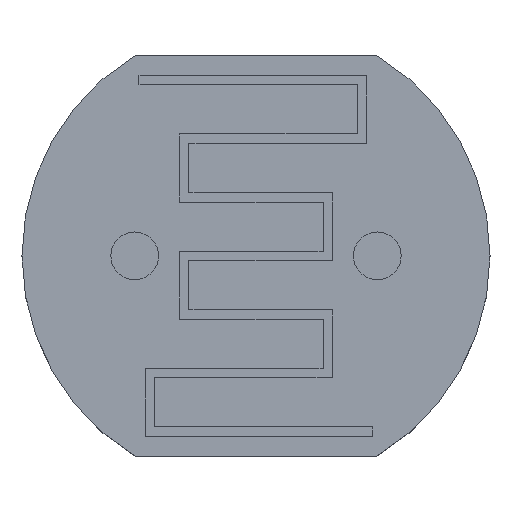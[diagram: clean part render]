
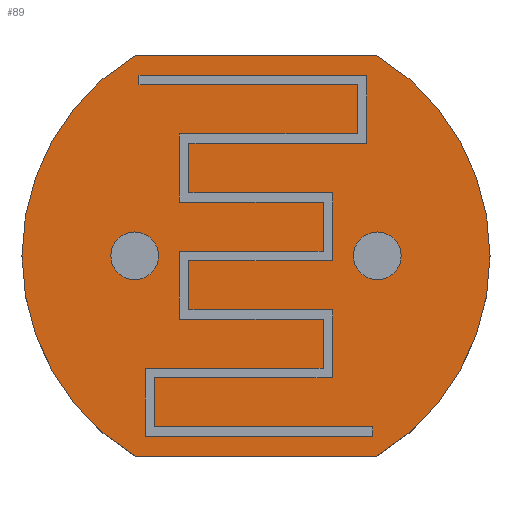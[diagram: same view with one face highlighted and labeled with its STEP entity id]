
A CAD part, top view. The second image highlights one B-rep face of the part: STEP entity #89.
In plain terms, the highlighted planar face has unit normal (0, 0, 1).
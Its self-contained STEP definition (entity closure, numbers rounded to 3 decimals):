
#13=DIRECTION('',(0.,0.,1.));
#22=VERTEX_POINT('',#23);
#23=CARTESIAN_POINT('',(0.008,2.1,3.9));
#36=DIRECTION('',(1.,0.,0.));
#39=VERTEX_POINT('',#40);
#40=CARTESIAN_POINT('',(0.008,-2.1,3.9));
#42=ORIENTED_EDGE('',*,*,#43,.F.);
#43=EDGE_CURVE('',#22,#39,#44,.T.);
#44=CIRCLE('',#45,2.45);
#45=AXIS2_PLACEMENT_3D('',#46,#13,#36);
#46=CARTESIAN_POINT('',(1.27,0.,3.9));
#56=VECTOR('',#36,1.);
#59=VERTEX_POINT('',#60);
#60=CARTESIAN_POINT('',(2.532,2.1,3.9));
#63=EDGE_CURVE('',#22,#59,#64,.T.);
#64=LINE('',#23,#56);
#80=VERTEX_POINT('',#81);
#81=CARTESIAN_POINT('',(2.532,-2.1,3.9));
#83=ORIENTED_EDGE('',*,*,#84,.F.);
#84=EDGE_CURVE('',#39,#80,#85,.T.);
#85=LINE('',#86,#56);
#86=CARTESIAN_POINT('',(0.008,-2.1,3.9));
#89=ADVANCED_FACE('',(#90,#95,#105),#114,.F.);
#90=FACE_BOUND('',#91,.F.);
#91=EDGE_LOOP('',(#42,#92,#93,#83));
#92=ORIENTED_EDGE('',*,*,#63,.T.);
#93=ORIENTED_EDGE('',*,*,#94,.F.);
#94=EDGE_CURVE('',#80,#59,#44,.T.);
#95=FACE_BOUND('',#96,.F.);
#96=EDGE_LOOP('',(#97));
#97=ORIENTED_EDGE('',*,*,#98,.F.);
#98=EDGE_CURVE('',#99,#99,#101,.T.);
#99=VERTEX_POINT('',#100);
#100=CARTESIAN_POINT('',(2.79,0.,3.9));
#101=CIRCLE('',#102,0.25);
#102=AXIS2_PLACEMENT_3D('',#103,#104,#36);
#103=CARTESIAN_POINT('',(2.54,0.,3.9));
#104=DIRECTION('',(0.,0.,-1.));
#105=FACE_BOUND('',#106,.F.);
#106=EDGE_LOOP('',(#107));
#107=ORIENTED_EDGE('',*,*,#108,.F.);
#108=EDGE_CURVE('',#109,#109,#111,.T.);
#109=VERTEX_POINT('',#110);
#110=CARTESIAN_POINT('',(0.25,0.,3.9));
#111=CIRCLE('',#112,0.25);
#112=AXIS2_PLACEMENT_3D('',#113,#104,#36);
#113=CARTESIAN_POINT('',(0.,0.,3.9));
#114=PLANE('',#115);
#115=AXIS2_PLACEMENT_3D('',#23,#104,#116);
#116=DIRECTION('',(-1.,0.,0.));
